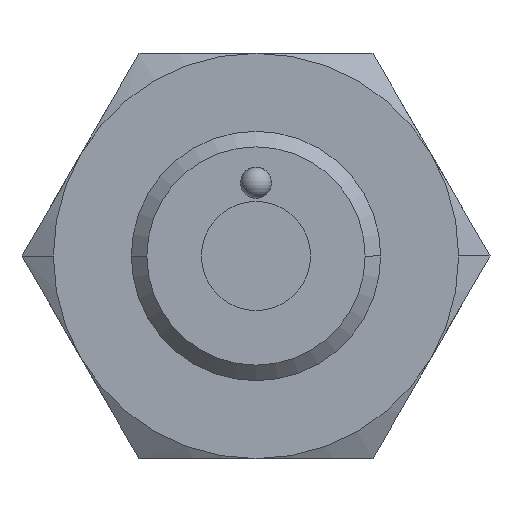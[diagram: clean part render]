
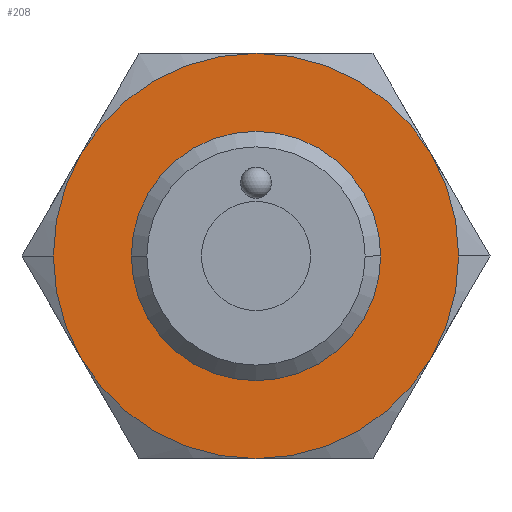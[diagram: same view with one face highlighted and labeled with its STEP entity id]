
A CAD part, front view. The second image highlights one B-rep face of the part: STEP entity #208.
In plain terms, the highlighted planar face has unit normal (0, -1, 0).
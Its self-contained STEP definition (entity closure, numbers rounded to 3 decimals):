
#208=ADVANCED_FACE('',(#323,#324),#325,.T.);
#323=FACE_OUTER_BOUND('',#477,.T.);
#324=FACE_BOUND('',#478,.T.);
#325=PLANE('',#479);
#477=EDGE_LOOP('',(#799,#800,#801,#802,#803,#804,#805,#806));
#478=EDGE_LOOP('',(#807,#808));
#479=AXIS2_PLACEMENT_3D('',#809,#810,#811);
#799=ORIENTED_EDGE('',*,*,#1147,.F.);
#800=ORIENTED_EDGE('',*,*,#1133,.F.);
#801=ORIENTED_EDGE('',*,*,#1136,.F.);
#802=ORIENTED_EDGE('',*,*,#1138,.F.);
#803=ORIENTED_EDGE('',*,*,#1131,.F.);
#804=ORIENTED_EDGE('',*,*,#1142,.F.);
#805=ORIENTED_EDGE('',*,*,#1145,.F.);
#806=ORIENTED_EDGE('',*,*,#1127,.F.);
#807=ORIENTED_EDGE('',*,*,#1167,.T.);
#808=ORIENTED_EDGE('',*,*,#1111,.T.);
#809=CARTESIAN_POINT('',(5.25,-12.0,0.0));
#810=DIRECTION('',(0.0,-1.0,0.0));
#811=DIRECTION('',(-1.0,0.0,0.0));
#1111=EDGE_CURVE('',#1283,#1280,#1284,.T.);
#1127=EDGE_CURVE('',#1310,#1313,#1314,.T.);
#1131=EDGE_CURVE('',#1319,#1317,#1321,.T.);
#1133=EDGE_CURVE('',#1323,#1325,#1326,.T.);
#1136=EDGE_CURVE('',#1329,#1323,#1331,.T.);
#1138=EDGE_CURVE('',#1317,#1329,#1333,.T.);
#1142=EDGE_CURVE('',#1337,#1319,#1339,.T.);
#1145=EDGE_CURVE('',#1313,#1337,#1343,.T.);
#1147=EDGE_CURVE('',#1325,#1310,#1345,.T.);
#1167=EDGE_CURVE('',#1280,#1283,#1373,.T.);
#1280=VERTEX_POINT('',#1532);
#1283=VERTEX_POINT('',#1536);
#1284=CIRCLE('',#1537,4.0);
#1310=VERTEX_POINT('',#1592);
#1313=VERTEX_POINT('',#1596);
#1314=CIRCLE('',#1597,6.5);
#1317=VERTEX_POINT('',#1611);
#1319=VERTEX_POINT('',#1614);
#1321=CIRCLE('',#1627,6.5);
#1323=VERTEX_POINT('',#1629);
#1325=VERTEX_POINT('',#1642);
#1326=CIRCLE('',#1643,6.5);
#1329=VERTEX_POINT('',#1657);
#1331=CIRCLE('',#1670,6.5);
#1333=CIRCLE('',#1683,6.5);
#1337=VERTEX_POINT('',#1709);
#1339=CIRCLE('',#1722,6.5);
#1343=CIRCLE('',#1748,6.5);
#1345=CIRCLE('',#1761,6.5);
#1373=CIRCLE('',#1899,4.0);
#1532=CARTESIAN_POINT('',(4.0,-12.0,0.0));
#1536=CARTESIAN_POINT('',(-4.0,-12.0,0.));
#1537=AXIS2_PLACEMENT_3D('',#2351,#2352,#2353);
#1592=CARTESIAN_POINT('',(6.5,-12.0,0.));
#1596=CARTESIAN_POINT('',(5.629,-12.0,-3.25));
#1597=AXIS2_PLACEMENT_3D('',#2377,#2378,#2379);
#1611=CARTESIAN_POINT('',(-6.5,-12.0,0.));
#1614=CARTESIAN_POINT('',(-5.629,-12.0,-3.25));
#1627=AXIS2_PLACEMENT_3D('',#2381,#2382,#2383);
#1629=CARTESIAN_POINT('',(0.,-12.0,6.5));
#1642=CARTESIAN_POINT('',(5.629,-12.0,3.25));
#1643=AXIS2_PLACEMENT_3D('',#2384,#2385,#2386);
#1657=CARTESIAN_POINT('',(-5.629,-12.0,3.25));
#1670=AXIS2_PLACEMENT_3D('',#2387,#2388,#2389);
#1683=AXIS2_PLACEMENT_3D('',#2390,#2391,#2392);
#1709=CARTESIAN_POINT('',(0.0,-12.0,-6.5));
#1722=AXIS2_PLACEMENT_3D('',#2393,#2394,#2395);
#1748=AXIS2_PLACEMENT_3D('',#2396,#2397,#2398);
#1761=AXIS2_PLACEMENT_3D('',#2399,#2400,#2401);
#1899=AXIS2_PLACEMENT_3D('',#2429,#2430,#2431);
#2351=CARTESIAN_POINT('',(0.0,-12.0,0.0));
#2352=DIRECTION('',(0.0,1.0,0.0));
#2353=DIRECTION('',(1.0,0.0,0.0));
#2377=CARTESIAN_POINT('',(0.0,-12.0,0.0));
#2378=DIRECTION('',(0.0,1.0,0.0));
#2379=DIRECTION('',(1.0,0.0,0.0));
#2381=CARTESIAN_POINT('',(0.0,-12.0,0.0));
#2382=DIRECTION('',(0.0,1.0,0.0));
#2383=DIRECTION('',(1.0,0.0,0.0));
#2384=CARTESIAN_POINT('',(0.0,-12.0,0.0));
#2385=DIRECTION('',(0.0,1.0,0.0));
#2386=DIRECTION('',(1.0,0.0,0.0));
#2387=CARTESIAN_POINT('',(0.0,-12.0,0.0));
#2388=DIRECTION('',(0.0,1.0,0.0));
#2389=DIRECTION('',(1.0,0.0,0.0));
#2390=CARTESIAN_POINT('',(0.0,-12.0,0.0));
#2391=DIRECTION('',(0.0,1.0,0.0));
#2392=DIRECTION('',(1.0,0.0,0.0));
#2393=CARTESIAN_POINT('',(0.0,-12.0,0.0));
#2394=DIRECTION('',(0.0,1.0,0.0));
#2395=DIRECTION('',(1.0,0.0,0.0));
#2396=CARTESIAN_POINT('',(0.0,-12.0,0.0));
#2397=DIRECTION('',(0.0,1.0,0.0));
#2398=DIRECTION('',(1.0,0.0,0.0));
#2399=CARTESIAN_POINT('',(0.0,-12.0,0.0));
#2400=DIRECTION('',(0.0,1.0,0.0));
#2401=DIRECTION('',(1.0,0.0,0.0));
#2429=CARTESIAN_POINT('',(0.0,-12.0,0.0));
#2430=DIRECTION('',(0.0,1.0,0.0));
#2431=DIRECTION('',(1.0,0.0,0.0));
